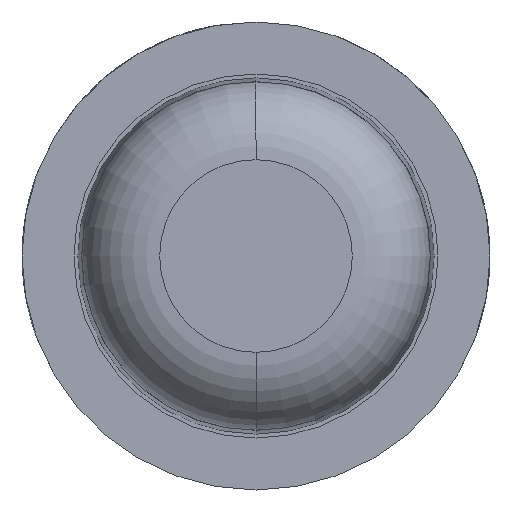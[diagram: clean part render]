
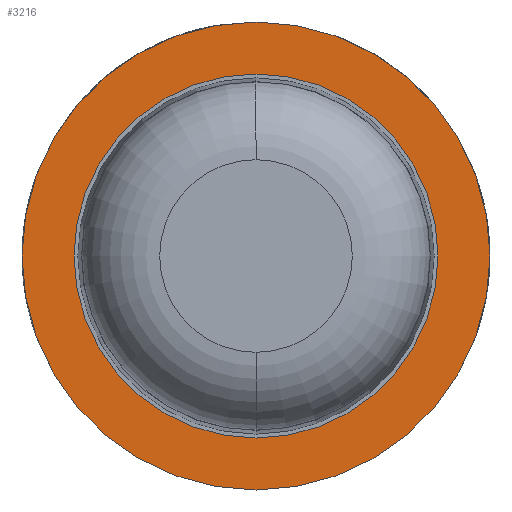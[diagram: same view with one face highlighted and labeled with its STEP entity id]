
A CAD part, front view. The second image highlights one B-rep face of the part: STEP entity #3216.
In plain terms, the highlighted planar face has unit normal (0, -1, 0).
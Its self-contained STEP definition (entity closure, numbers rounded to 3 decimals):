
#46 = DIRECTION ( 'NONE',  ( 0., 0., 1. ) ) ;
#316 = FACE_OUTER_BOUND ( 'NONE', #3530, .T. ) ;
#405 = VERTEX_POINT ( 'NONE', #469 ) ;
#420 = VERTEX_POINT ( 'NONE', #2423 ) ;
#469 = CARTESIAN_POINT ( 'NONE',  ( 0., -7.5, -0.9 ) ) ;
#772 = EDGE_LOOP ( 'NONE', ( #2159, #1064 ) ) ;
#1064 = ORIENTED_EDGE ( 'NONE', *, *, #4810, .T. ) ;
#1123 = CARTESIAN_POINT ( 'NONE',  ( 0., -7.5, 0. ) ) ;
#1126 = DIRECTION ( 'NONE',  ( 0., 1., 0. ) ) ;
#1238 = FACE_BOUND ( 'NONE', #772, .T. ) ;
#1246 = DIRECTION ( 'NONE',  ( 0., 1., 0. ) ) ;
#1255 = AXIS2_PLACEMENT_3D ( 'NONE', #3906, #2434, #46 ) ;
#1707 = AXIS2_PLACEMENT_3D ( 'NONE', #3553, #1246, #3160 ) ;
#1996 = AXIS2_PLACEMENT_3D ( 'NONE', #2680, #1126, #4928 ) ;
#2159 = ORIENTED_EDGE ( 'NONE', *, *, #3403, .T. ) ;
#2300 = VERTEX_POINT ( 'NONE', #3831 ) ;
#2423 = CARTESIAN_POINT ( 'NONE',  ( 0., -7.5, 0.685 ) ) ;
#2434 = DIRECTION ( 'NONE',  ( 0., 1., 0. ) ) ;
#2680 = CARTESIAN_POINT ( 'NONE',  ( 0., -7.5, -0.9 ) ) ;
#2777 = EDGE_CURVE ( 'Defeature ausgef�hrt2_0+Defeature ausgef�hrt2_4+Defeature ausgef�hrt2_4+Defeature ausgef�hrt2_4', #405, #2300, #3379, .T. ) ;
#2793 = CIRCLE ( 'NONE', #4897, 0.9 ) ;
#3039 = DIRECTION ( 'NONE',  ( 0., 0., 1. ) ) ;
#3160 = DIRECTION ( 'NONE',  ( 0., 0., 1. ) ) ;
#3216 = ADVANCED_FACE ( 'Defeature ausgef�hrt2_4', ( #316, #1238 ), #4915, .F. ) ;
#3238 = ORIENTED_EDGE ( 'NONE', *, *, #3295, .F. ) ;
#3295 = EDGE_CURVE ( 'Defeature ausgef�hrt2_0+Defeature ausgef�hrt2_4+Defeature ausgef�hrt2_4+Defeature ausgef�hrt2_4', #2300, #405, #2793, .T. ) ;
#3349 = DIRECTION ( 'NONE',  ( 0., 1., 0. ) ) ;
#3353 = VERTEX_POINT ( 'NONE', #4512 ) ;
#3379 = CIRCLE ( 'NONE', #1255, 0.9 ) ;
#3403 = EDGE_CURVE ( 'Defeature ausgef�hrt2_4+Defeature ausgef�hrt2_5+Defeature ausgef�hrt2_5+Defeature ausgef�hrt2_5', #420, #3353, #3800, .T. ) ;
#3530 = EDGE_LOOP ( 'NONE', ( #3238, #4957 ) ) ;
#3553 = CARTESIAN_POINT ( 'NONE',  ( 0., -7.5, 0. ) ) ;
#3614 = AXIS2_PLACEMENT_3D ( 'NONE', #1123, #3786, #3039 ) ;
#3786 = DIRECTION ( 'NONE',  ( 0., 1., 0. ) ) ;
#3800 = CIRCLE ( 'NONE', #3614, 0.685 ) ;
#3831 = CARTESIAN_POINT ( 'NONE',  ( 0., -7.5, 0.9 ) ) ;
#3906 = CARTESIAN_POINT ( 'NONE',  ( 0., -7.5, 0. ) ) ;
#3931 = CIRCLE ( 'NONE', #1707, 0.685 ) ;
#4450 = DIRECTION ( 'NONE',  ( 0., 0., 1. ) ) ;
#4465 = CARTESIAN_POINT ( 'NONE',  ( 0., -7.5, 0. ) ) ;
#4512 = CARTESIAN_POINT ( 'NONE',  ( 0., -7.5, -0.685 ) ) ;
#4810 = EDGE_CURVE ( 'Defeature ausgef�hrt2_4+Defeature ausgef�hrt2_5+Defeature ausgef�hrt2_5+Defeature ausgef�hrt2_5', #3353, #420, #3931, .T. ) ;
#4897 = AXIS2_PLACEMENT_3D ( 'NONE', #4465, #3349, #4450 ) ;
#4915 = PLANE ( 'NONE',  #1996 ) ;
#4928 = DIRECTION ( 'NONE',  ( 0., 0., 1. ) ) ;
#4957 = ORIENTED_EDGE ( 'NONE', *, *, #2777, .F. ) ;
